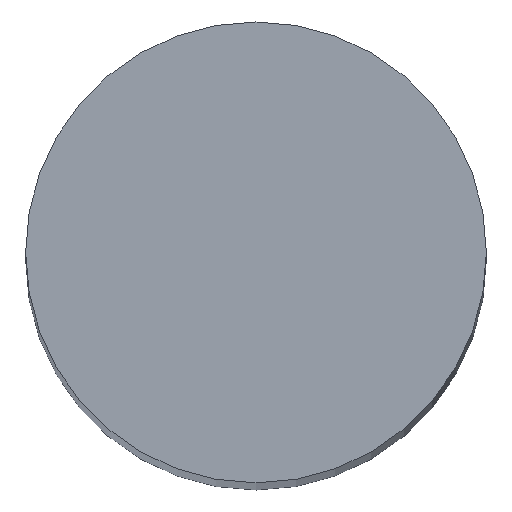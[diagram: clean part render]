
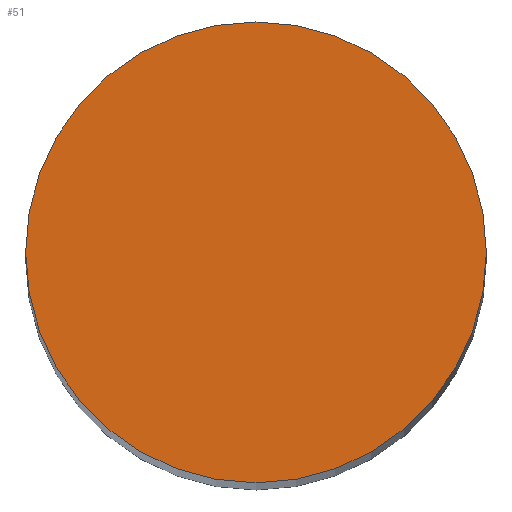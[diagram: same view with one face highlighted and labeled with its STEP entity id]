
A CAD part, top view. The second image highlights one B-rep face of the part: STEP entity #51.
In plain terms, the highlighted planar face has unit normal (0, 0, 1).
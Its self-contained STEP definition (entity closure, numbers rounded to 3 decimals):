
#51=ADVANCED_FACE('240[2]',(#118),#119,.T.);
#81=EDGE_CURVE('240[2]',#163,#163,#164,.T.);
#118=FACE_OUTER_BOUND('',#265,.T.);
#119=PLANE('',#266);
#163=VERTEX_POINT('',#387);
#164=CIRCLE('',#388,11.);
#265=EDGE_LOOP('',(#412));
#266=AXIS2_PLACEMENT_3D('',#413,#414,#415);
#387=CARTESIAN_POINT('',(0.,11.,210.));
#388=AXIS2_PLACEMENT_3D('',#463,#464,#465);
#412=ORIENTED_EDGE('',*,*,#81,.F.);
#413=CARTESIAN_POINT('',(0.,5.5,210.));
#414=DIRECTION('',(0.,0.,1.0));
#415=DIRECTION('',(1.0,0.,0.0));
#463=CARTESIAN_POINT('',(0.,0.,210.));
#464=DIRECTION('',(0.,0.,-1.0));
#465=DIRECTION('',(0.,1.0,0.));
